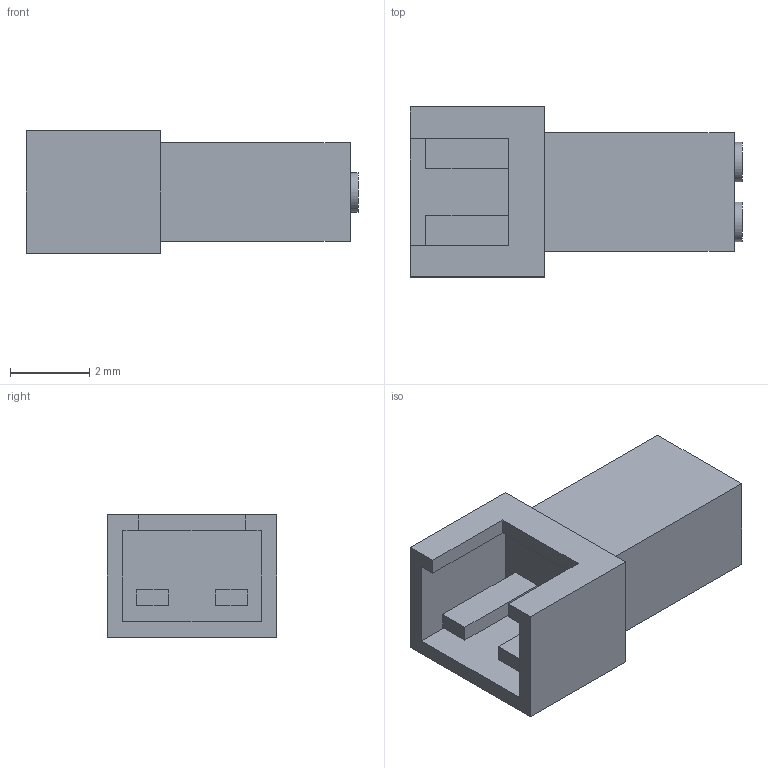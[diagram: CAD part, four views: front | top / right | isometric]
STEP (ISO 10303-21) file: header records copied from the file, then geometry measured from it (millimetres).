
FILE_DESCRIPTION(/* description */ (''),/* implementation_level */ '2;1');
FILE_NAME(/* name */ '2 pin JST 1.25mm connector male v4.step',/* time_stamp */ '2021-08-10T12:49:27+03:00',/* author */ (''),/* organization */ (''),/* preprocessor_version */ 'ST-DEVELOPER v18.1',/* originating_system */ 'Autodesk Translation Framework v10.9.0.1377',/* authorisation */ '');
FILE_SCHEMA (('AUTOMOTIVE_DESIGN { 1 0 10303 214 3 1 1 }'));
Length unit declared in the file: millimetre
Products named in the file (2): 2 pin JST 1.25mm connector male; connector male
Assembly tree (1 placements, depth 2):
  2 pin JST 1.25mm connector male
    connector male
Bounding box: 8.4 x 4.3 x 3.1 mm (x, y, z)
Volume: 56.5 mm3; surface area: 171.2 mm2
Topology: 5 solids, 5 shells, 37 faces, 78 edges, 52 vertices
Faces by surface type: plane 35, cylinder 2
Full cylindrical faces by diameter (mm): 1 x2
Entity records: 1053 total; most frequent: CARTESIAN_POINT 170, DIRECTION 162, ORIENTED_EDGE 156, EDGE_CURVE 78, LINE 74, VECTOR 74, VERTEX_POINT 52, AXIS2_PLACEMENT_3D 44
